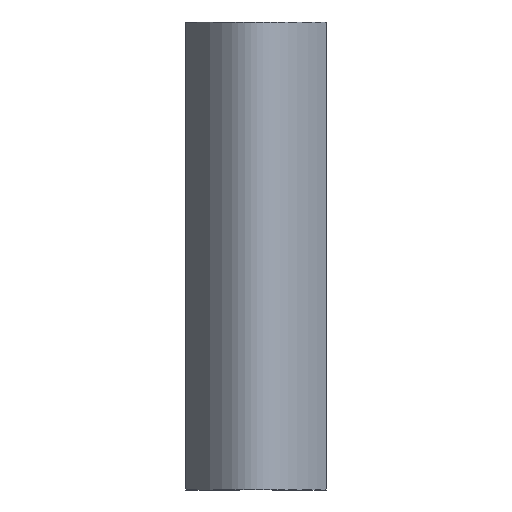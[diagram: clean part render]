
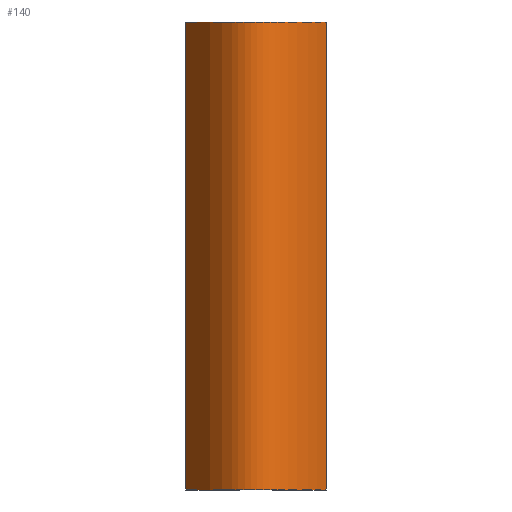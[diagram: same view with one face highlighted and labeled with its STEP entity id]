
A CAD part, top view. The second image highlights one B-rep face of the part: STEP entity #140.
In plain terms, the highlighted free-form (B-spline) face has degree [5, 1] with [15, 2] control points.
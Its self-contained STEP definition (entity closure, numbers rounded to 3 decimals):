
#15=(
BOUNDED_CURVE()
B_SPLINE_CURVE(5,(#255,#256,#257,#258,#259,#260,#261,#262,#263,#264,#265,
#266,#267,#268,#269),.UNSPECIFIED.,.F.,.F.)
B_SPLINE_CURVE_WITH_KNOTS((6,1,1,1,1,1,1,1,1,1,6),(0.,0.1,0.2,0.3,0.4,0.5,
0.6,0.7,0.8,0.9,1.),.UNSPECIFIED.)
CURVE()
GEOMETRIC_REPRESENTATION_ITEM()
RATIONAL_B_SPLINE_CURVE((1.,1.,1.,1.,1.,1.,1.,1.,1.,1.,1.,1.,1.,1.,1.))
REPRESENTATION_ITEM('')
);
#16=(
BOUNDED_CURVE()
B_SPLINE_CURVE(5,(#271,#272,#273,#274,#275,#276,#277,#278,#279,#280,#281,
#282,#283,#284,#285),.UNSPECIFIED.,.F.,.F.)
B_SPLINE_CURVE_WITH_KNOTS((6,1,1,1,1,1,1,1,1,1,6),(0.,0.1,0.2,0.3,0.4,0.5,
0.6,0.7,0.8,0.9,1.),.UNSPECIFIED.)
CURVE()
GEOMETRIC_REPRESENTATION_ITEM()
RATIONAL_B_SPLINE_CURVE((1.,1.,1.,1.,1.,1.,1.,1.,1.,1.,1.,1.,1.,1.,1.))
REPRESENTATION_ITEM('')
);
#17=(
BOUNDED_SURFACE()
B_SPLINE_SURFACE(5,1,((#224,#225),(#226,#227),(#228,#229),(#230,#231),(#232,
#233),(#234,#235),(#236,#237),(#238,#239),(#240,#241),(#242,#243),(#244,
#245),(#246,#247),(#248,#249),(#250,#251),(#252,#253)),.UNSPECIFIED.,.F.,
 .F.,.F.)
B_SPLINE_SURFACE_WITH_KNOTS((6,1,1,1,1,1,1,1,1,1,6),(2,2),(0.,0.1,0.2,0.3,
0.4,0.5,0.6,0.7,0.8,0.9,1.),(0.,2.),.UNSPECIFIED.)
GEOMETRIC_REPRESENTATION_ITEM()
RATIONAL_B_SPLINE_SURFACE(((1.,1.),(1.,1.),(1.,1.),(1.,1.),(1.,1.),(1.,
1.),(1.,1.),(1.,1.),(1.,1.),(1.,1.),(1.,1.),(1.,1.),(1.,1.),(1.,1.),(1.,
1.)))
REPRESENTATION_ITEM('')
SURFACE()
);
#27=FACE_OUTER_BOUND('',#35,.T.);
#35=EDGE_LOOP('',(#112,#113,#114,#115));
#47=LINE('',#223,#61);
#48=LINE('',#286,#62);
#61=VECTOR('',#187,10.);
#62=VECTOR('',#188,10.);
#76=VERTEX_POINT('',#219);
#77=VERTEX_POINT('',#221);
#78=VERTEX_POINT('',#254);
#79=VERTEX_POINT('',#270);
#91=EDGE_CURVE('',#76,#77,#47,.T.);
#92=EDGE_CURVE('',#78,#76,#15,.T.);
#93=EDGE_CURVE('',#79,#77,#16,.T.);
#94=EDGE_CURVE('',#78,#79,#48,.T.);
#112=ORIENTED_EDGE('',*,*,#92,.T.);
#113=ORIENTED_EDGE('',*,*,#91,.T.);
#114=ORIENTED_EDGE('',*,*,#93,.F.);
#115=ORIENTED_EDGE('',*,*,#94,.F.);
#140=ADVANCED_FACE('',(#27),#17,.T.);
#187=DIRECTION('',(0.,1.,0.));
#188=DIRECTION('',(0.,1.,0.));
#219=CARTESIAN_POINT('',(6.,0.,0.));
#221=CARTESIAN_POINT('',(6.,20.,0.));
#223=CARTESIAN_POINT('',(6.,0.,0.));
#224=CARTESIAN_POINT('Ctrl Pts',(0.,0.,0.));
#225=CARTESIAN_POINT('Ctrl Pts',(0.,20.,0.));
#226=CARTESIAN_POINT('Ctrl Pts',(0.12,0.,0.205));
#227=CARTESIAN_POINT('Ctrl Pts',(0.12,20.,0.205));
#228=CARTESIAN_POINT('Ctrl Pts',(0.36,0.,0.596));
#229=CARTESIAN_POINT('Ctrl Pts',(0.36,20.,0.596));
#230=CARTESIAN_POINT('Ctrl Pts',(0.72,0.,1.13));
#231=CARTESIAN_POINT('Ctrl Pts',(0.72,20.,1.13));
#232=CARTESIAN_POINT('Ctrl Pts',(1.2,0.,1.733));
#233=CARTESIAN_POINT('Ctrl Pts',(1.2,20.,1.733));
#234=CARTESIAN_POINT('Ctrl Pts',(1.8,0.,2.292));
#235=CARTESIAN_POINT('Ctrl Pts',(1.8,20.,2.292));
#236=CARTESIAN_POINT('Ctrl Pts',(2.4,0.,2.64));
#237=CARTESIAN_POINT('Ctrl Pts',(2.4,20.,2.64));
#238=CARTESIAN_POINT('Ctrl Pts',(3.,0.,2.759));
#239=CARTESIAN_POINT('Ctrl Pts',(3.,20.,2.759));
#240=CARTESIAN_POINT('Ctrl Pts',(3.6,0.,2.64));
#241=CARTESIAN_POINT('Ctrl Pts',(3.6,20.,2.64));
#242=CARTESIAN_POINT('Ctrl Pts',(4.2,0.,2.292));
#243=CARTESIAN_POINT('Ctrl Pts',(4.2,20.,2.292));
#244=CARTESIAN_POINT('Ctrl Pts',(4.8,0.,1.733));
#245=CARTESIAN_POINT('Ctrl Pts',(4.8,20.,1.733));
#246=CARTESIAN_POINT('Ctrl Pts',(5.28,0.,1.13));
#247=CARTESIAN_POINT('Ctrl Pts',(5.28,20.,1.13));
#248=CARTESIAN_POINT('Ctrl Pts',(5.64,0.,0.596));
#249=CARTESIAN_POINT('Ctrl Pts',(5.64,20.,0.596));
#250=CARTESIAN_POINT('Ctrl Pts',(5.88,0.,0.205));
#251=CARTESIAN_POINT('Ctrl Pts',(5.88,20.,0.205));
#252=CARTESIAN_POINT('Ctrl Pts',(6.,0.,0.));
#253=CARTESIAN_POINT('Ctrl Pts',(6.,20.,0.));
#254=CARTESIAN_POINT('',(0.,0.,0.));
#255=CARTESIAN_POINT('Ctrl Pts',(0.,0.,0.));
#256=CARTESIAN_POINT('Ctrl Pts',(0.12,0.,0.205));
#257=CARTESIAN_POINT('Ctrl Pts',(0.36,0.,0.596));
#258=CARTESIAN_POINT('Ctrl Pts',(0.72,0.,1.13));
#259=CARTESIAN_POINT('Ctrl Pts',(1.2,0.,1.733));
#260=CARTESIAN_POINT('Ctrl Pts',(1.8,0.,2.292));
#261=CARTESIAN_POINT('Ctrl Pts',(2.4,0.,2.64));
#262=CARTESIAN_POINT('Ctrl Pts',(3.,0.,2.759));
#263=CARTESIAN_POINT('Ctrl Pts',(3.6,0.,2.64));
#264=CARTESIAN_POINT('Ctrl Pts',(4.2,0.,2.292));
#265=CARTESIAN_POINT('Ctrl Pts',(4.8,0.,1.733));
#266=CARTESIAN_POINT('Ctrl Pts',(5.28,0.,1.13));
#267=CARTESIAN_POINT('Ctrl Pts',(5.64,0.,0.596));
#268=CARTESIAN_POINT('Ctrl Pts',(5.88,0.,0.205));
#269=CARTESIAN_POINT('Ctrl Pts',(6.,0.,0.));
#270=CARTESIAN_POINT('',(0.,20.,0.));
#271=CARTESIAN_POINT('Ctrl Pts',(0.,20.,0.));
#272=CARTESIAN_POINT('Ctrl Pts',(0.12,20.,0.205));
#273=CARTESIAN_POINT('Ctrl Pts',(0.36,20.,0.596));
#274=CARTESIAN_POINT('Ctrl Pts',(0.72,20.,1.13));
#275=CARTESIAN_POINT('Ctrl Pts',(1.2,20.,1.733));
#276=CARTESIAN_POINT('Ctrl Pts',(1.8,20.,2.292));
#277=CARTESIAN_POINT('Ctrl Pts',(2.4,20.,2.64));
#278=CARTESIAN_POINT('Ctrl Pts',(3.,20.,2.759));
#279=CARTESIAN_POINT('Ctrl Pts',(3.6,20.,2.64));
#280=CARTESIAN_POINT('Ctrl Pts',(4.2,20.,2.292));
#281=CARTESIAN_POINT('Ctrl Pts',(4.8,20.,1.733));
#282=CARTESIAN_POINT('Ctrl Pts',(5.28,20.,1.13));
#283=CARTESIAN_POINT('Ctrl Pts',(5.64,20.,0.596));
#284=CARTESIAN_POINT('Ctrl Pts',(5.88,20.,0.205));
#285=CARTESIAN_POINT('Ctrl Pts',(6.,20.,0.));
#286=CARTESIAN_POINT('',(0.,0.,0.));
